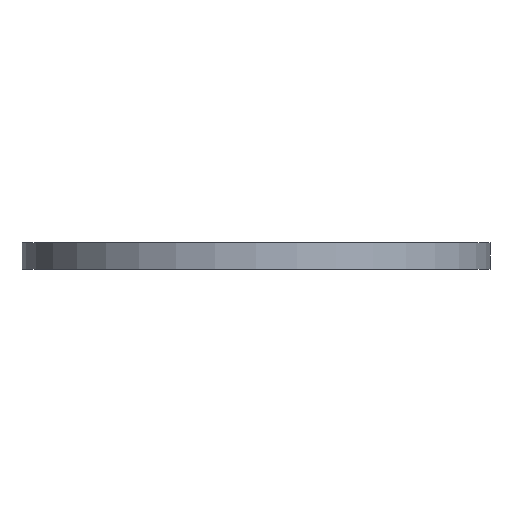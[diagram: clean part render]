
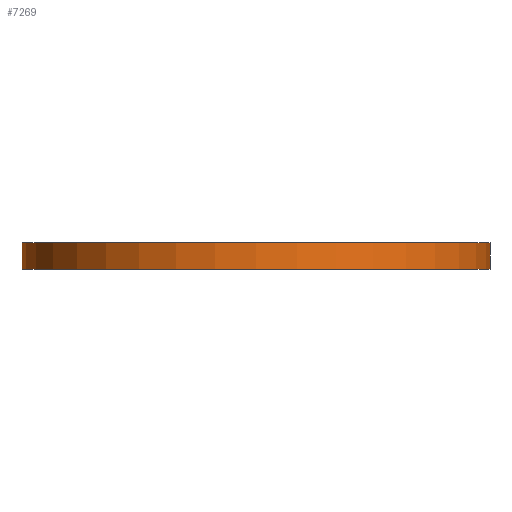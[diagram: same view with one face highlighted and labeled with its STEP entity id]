
A CAD part, front view. The second image highlights one B-rep face of the part: STEP entity #7269.
In plain terms, the highlighted cylindrical face has radius 177.5 mm (diameter 355 mm), a partial arc.
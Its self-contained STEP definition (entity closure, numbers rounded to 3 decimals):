
#140 = CARTESIAN_POINT ( 'NONE',  ( 177.5, 0., -20. ) ) ;
#240 = EDGE_CURVE ( 'NONE', #7893, #4258, #7045, .T. ) ;
#262 = VERTEX_POINT ( 'NONE', #566 ) ;
#444 = DIRECTION ( 'NONE',  ( 1., 0., 0. ) ) ;
#566 = CARTESIAN_POINT ( 'NONE',  ( -177.5, 0., 0. ) ) ;
#858 = VECTOR ( 'NONE', #5531, 1000. ) ;
#991 = CARTESIAN_POINT ( 'NONE',  ( 177.5, 0., -20. ) ) ;
#1124 = AXIS2_PLACEMENT_3D ( 'NONE', #4797, #4571, #1381 ) ;
#1357 = CARTESIAN_POINT ( 'NONE',  ( 0., 0., 0. ) ) ;
#1381 = DIRECTION ( 'NONE',  ( 1., 0., 0. ) ) ;
#1487 = CIRCLE ( 'NONE', #4879, 177.5 ) ;
#1508 = EDGE_CURVE ( 'NONE', #262, #7608, #1487, .T. ) ;
#1742 = CYLINDRICAL_SURFACE ( 'NONE', #1124, 177.5 ) ;
#1749 = ORIENTED_EDGE ( 'NONE', *, *, #1508, .F. ) ;
#2184 = CARTESIAN_POINT ( 'NONE',  ( -177.5, 0., -20. ) ) ;
#2547 = DIRECTION ( 'NONE',  ( 0., 0., 1. ) ) ;
#2570 = AXIS2_PLACEMENT_3D ( 'NONE', #4393, #6339, #444 ) ;
#2833 = CARTESIAN_POINT ( 'NONE',  ( -177.5, 0., -20. ) ) ;
#4173 = LINE ( 'NONE', #991, #858 ) ;
#4258 = VERTEX_POINT ( 'NONE', #140 ) ;
#4393 = CARTESIAN_POINT ( 'NONE',  ( 0., 0., -20. ) ) ;
#4571 = DIRECTION ( 'NONE',  ( 0., 0., 1. ) ) ;
#4588 = DIRECTION ( 'NONE',  ( 1., 0., 0. ) ) ;
#4797 = CARTESIAN_POINT ( 'NONE',  ( 0., 0., -20. ) ) ;
#4879 = AXIS2_PLACEMENT_3D ( 'NONE', #1357, #2547, #4588 ) ;
#5427 = ORIENTED_EDGE ( 'NONE', *, *, #6711, .T. ) ;
#5470 = LINE ( 'NONE', #2833, #8048 ) ;
#5531 = DIRECTION ( 'NONE',  ( 0., 0., 1. ) ) ;
#5796 = CARTESIAN_POINT ( 'NONE',  ( 177.5, 0., 0. ) ) ;
#6102 = ORIENTED_EDGE ( 'NONE', *, *, #6452, .F. ) ;
#6339 = DIRECTION ( 'NONE',  ( 0., 0., 1. ) ) ;
#6417 = EDGE_LOOP ( 'NONE', ( #6102, #6969, #5427, #1749 ) ) ;
#6452 = EDGE_CURVE ( 'NONE', #7893, #262, #5470, .T. ) ;
#6711 = EDGE_CURVE ( 'NONE', #4258, #7608, #4173, .T. ) ;
#6969 = ORIENTED_EDGE ( 'NONE', *, *, #240, .T. ) ;
#7045 = CIRCLE ( 'NONE', #2570, 177.5 ) ;
#7269 = ADVANCED_FACE ( 'NONE', ( #7558 ), #1742, .T. ) ;
#7558 = FACE_OUTER_BOUND ( 'NONE', #6417, .T. ) ;
#7608 = VERTEX_POINT ( 'NONE', #5796 ) ;
#7893 = VERTEX_POINT ( 'NONE', #2184 ) ;
#8048 = VECTOR ( 'NONE', #8069, 1000. ) ;
#8069 = DIRECTION ( 'NONE',  ( 0., 0., 1. ) ) ;
